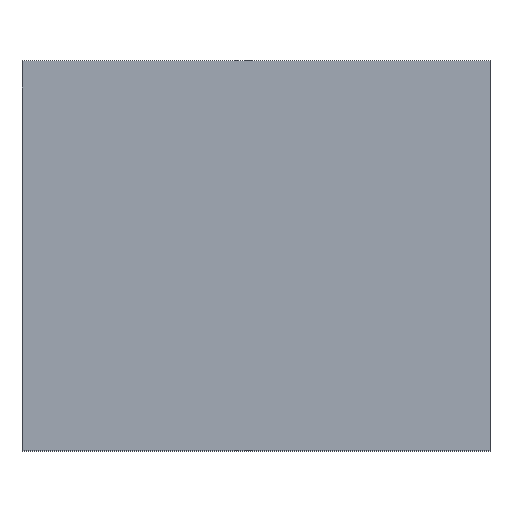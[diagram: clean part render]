
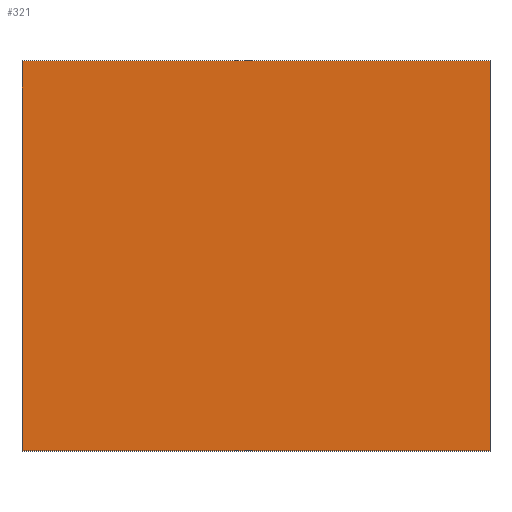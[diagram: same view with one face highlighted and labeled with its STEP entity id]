
A CAD part, top view. The second image highlights one B-rep face of the part: STEP entity #321.
In plain terms, the highlighted planar face has unit normal (0, 0, 1).
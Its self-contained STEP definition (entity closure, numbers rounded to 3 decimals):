
#313=AXIS2_PLACEMENT_3D('Plane Axis2P3D',#310,#311,#312) ;
#223=CARTESIAN_POINT('Vertex',(4.8,0.,3.)) ;
#230=CARTESIAN_POINT('Vertex',(4.8,4.,3.)) ;
#233=CARTESIAN_POINT('Line Origine',(4.8,2.,3.)) ;
#254=CARTESIAN_POINT('Vertex',(0.,0.,3.)) ;
#257=CARTESIAN_POINT('Line Origine',(2.4,0.,3.)) ;
#278=CARTESIAN_POINT('Vertex',(0.,4.,3.)) ;
#281=CARTESIAN_POINT('Line Origine',(0.,2.,3.)) ;
#298=CARTESIAN_POINT('Line Origine',(2.4,4.,3.)) ;
#310=CARTESIAN_POINT('Axis2P3D Location',(2.4,2.,3.)) ;
#234=DIRECTION('Vector Direction',(0.,-1.,0.)) ;
#258=DIRECTION('Vector Direction',(1.,0.,0.)) ;
#282=DIRECTION('Vector Direction',(0.,1.,0.)) ;
#299=DIRECTION('Vector Direction',(-1.,0.,0.)) ;
#311=DIRECTION('Axis2P3D Direction',(0.,0.,1.)) ;
#312=DIRECTION('Axis2P3D XDirection',(0.,-1.,0.)) ;
#235=VECTOR('Line Direction',#234,1.) ;
#259=VECTOR('Line Direction',#258,1.) ;
#283=VECTOR('Line Direction',#282,1.) ;
#300=VECTOR('Line Direction',#299,1.) ;
#316=ORIENTED_EDGE('',*,*,#302,.T.) ;
#317=ORIENTED_EDGE('',*,*,#285,.T.) ;
#318=ORIENTED_EDGE('',*,*,#261,.T.) ;
#319=ORIENTED_EDGE('',*,*,#237,.T.) ;
#321=ADVANCED_FACE('S3D - gedreht',(#320),#314,.T.) ;
#237=EDGE_CURVE('',#224,#231,#236,.F.) ;
#261=EDGE_CURVE('',#255,#224,#260,.T.) ;
#285=EDGE_CURVE('',#279,#255,#284,.F.) ;
#302=EDGE_CURVE('',#231,#279,#301,.T.) ;
#315=EDGE_LOOP('',(#316,#317,#318,#319)) ;
#320=FACE_OUTER_BOUND('',#315,.T.) ;
#236=LINE('Line',#233,#235) ;
#260=LINE('Line',#257,#259) ;
#284=LINE('Line',#281,#283) ;
#301=LINE('Line',#298,#300) ;
#314=PLANE('',#313) ;
#224=VERTEX_POINT('',#223) ;
#231=VERTEX_POINT('',#230) ;
#255=VERTEX_POINT('',#254) ;
#279=VERTEX_POINT('',#278) ;
